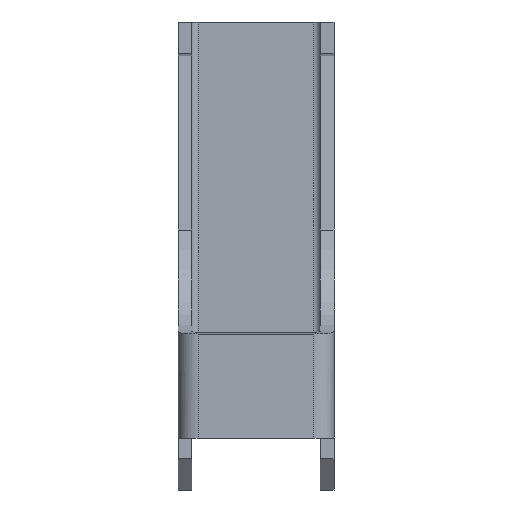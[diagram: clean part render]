
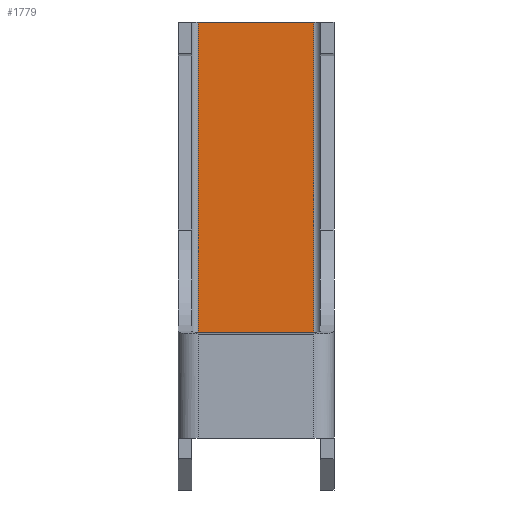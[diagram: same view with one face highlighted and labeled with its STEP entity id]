
A CAD part, left-side view. The second image highlights one B-rep face of the part: STEP entity #1779.
In plain terms, the highlighted planar face has unit normal (-1, 0, 0).
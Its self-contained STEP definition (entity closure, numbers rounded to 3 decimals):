
#44 = PLANE('',#45);
#45 = AXIS2_PLACEMENT_3D('',#46,#47,#48);
#46 = CARTESIAN_POINT('',(-12.7,-9.525,-25.4));
#47 = DIRECTION('',(0.,0.,-1.));
#48 = DIRECTION('',(-1.,0.,-0.));
#103 = PLANE('',#104);
#104 = AXIS2_PLACEMENT_3D('',#105,#106,#107);
#105 = CARTESIAN_POINT('',(-12.7,-9.525,25.4));
#106 = DIRECTION('',(0.,0.,-1.));
#107 = DIRECTION('',(-1.,0.,-0.));
#227 = VERTEX_POINT('',#228);
#228 = CARTESIAN_POINT('',(11.049,-7.049,-25.4));
#247 = CYLINDRICAL_SURFACE('',#248,0.826);
#248 = AXIS2_PLACEMENT_3D('',#249,#250,#251);
#249 = CARTESIAN_POINT('',(10.224,-7.049,-25.4));
#250 = DIRECTION('',(0.,0.,1.));
#251 = DIRECTION('',(0.,-1.,0.));
#258 = EDGE_CURVE('',#227,#259,#261,.T.);
#259 = VERTEX_POINT('',#260);
#260 = CARTESIAN_POINT('',(11.049,7.049,-25.4));
#261 = SURFACE_CURVE('',#262,(#266,#273),.PCURVE_S1.);
#262 = LINE('',#263,#264);
#263 = CARTESIAN_POINT('',(11.049,-7.874,-25.4));
#264 = VECTOR('',#265,1.);
#265 = DIRECTION('',(0.,1.,0.));
#266 = PCURVE('',#44,#267);
#267 = DEFINITIONAL_REPRESENTATION('',(#268),#272);
#268 = LINE('',#269,#270);
#269 = CARTESIAN_POINT('',(-23.749,1.651));
#270 = VECTOR('',#271,1.);
#271 = DIRECTION('',(0.,1.));
#272 = ( GEOMETRIC_REPRESENTATION_CONTEXT(2) 
PARAMETRIC_REPRESENTATION_CONTEXT() REPRESENTATION_CONTEXT('2D SPACE',''
  ) );
#273 = PCURVE('',#274,#279);
#274 = PLANE('',#275);
#275 = AXIS2_PLACEMENT_3D('',#276,#277,#278);
#276 = CARTESIAN_POINT('',(11.049,-7.874,-25.4));
#277 = DIRECTION('',(-1.,0.,0.));
#278 = DIRECTION('',(0.,1.,0.));
#279 = DEFINITIONAL_REPRESENTATION('',(#280),#284);
#280 = LINE('',#281,#282);
#281 = CARTESIAN_POINT('',(0.,0.));
#282 = VECTOR('',#283,1.);
#283 = DIRECTION('',(1.,0.));
#284 = ( GEOMETRIC_REPRESENTATION_CONTEXT(2) 
PARAMETRIC_REPRESENTATION_CONTEXT() REPRESENTATION_CONTEXT('2D SPACE',''
  ) );
#307 = CYLINDRICAL_SURFACE('',#308,0.826);
#308 = AXIS2_PLACEMENT_3D('',#309,#310,#311);
#309 = CARTESIAN_POINT('',(10.224,7.049,-25.4));
#310 = DIRECTION('',(0.,0.,1.));
#311 = DIRECTION('',(1.,0.,-0.));
#582 = VERTEX_POINT('',#583);
#583 = CARTESIAN_POINT('',(11.049,-7.049,25.4));
#608 = EDGE_CURVE('',#582,#609,#611,.T.);
#609 = VERTEX_POINT('',#610);
#610 = CARTESIAN_POINT('',(11.049,7.049,25.4));
#611 = SURFACE_CURVE('',#612,(#616,#623),.PCURVE_S1.);
#612 = LINE('',#613,#614);
#613 = CARTESIAN_POINT('',(11.049,-7.874,25.4));
#614 = VECTOR('',#615,1.);
#615 = DIRECTION('',(0.,1.,0.));
#616 = PCURVE('',#103,#617);
#617 = DEFINITIONAL_REPRESENTATION('',(#618),#622);
#618 = LINE('',#619,#620);
#619 = CARTESIAN_POINT('',(-23.749,1.651));
#620 = VECTOR('',#621,1.);
#621 = DIRECTION('',(0.,1.));
#622 = ( GEOMETRIC_REPRESENTATION_CONTEXT(2) 
PARAMETRIC_REPRESENTATION_CONTEXT() REPRESENTATION_CONTEXT('2D SPACE',''
  ) );
#623 = PCURVE('',#274,#624);
#624 = DEFINITIONAL_REPRESENTATION('',(#625),#629);
#625 = LINE('',#626,#627);
#626 = CARTESIAN_POINT('',(0.,-50.8));
#627 = VECTOR('',#628,1.);
#628 = DIRECTION('',(1.,0.));
#629 = ( GEOMETRIC_REPRESENTATION_CONTEXT(2) 
PARAMETRIC_REPRESENTATION_CONTEXT() REPRESENTATION_CONTEXT('2D SPACE',''
  ) );
#1760 = EDGE_CURVE('',#259,#609,#1761,.T.);
#1761 = SURFACE_CURVE('',#1762,(#1766,#1772),.PCURVE_S1.);
#1762 = LINE('',#1763,#1764);
#1763 = CARTESIAN_POINT('',(11.049,7.049,-25.4));
#1764 = VECTOR('',#1765,1.);
#1765 = DIRECTION('',(0.,0.,1.));
#1766 = PCURVE('',#307,#1767);
#1767 = DEFINITIONAL_REPRESENTATION('',(#1768),#1771);
#1768 = B_SPLINE_CURVE_WITH_KNOTS('',1,(#1769,#1770),.UNSPECIFIED.,.F.,
  .F.,(2,2),(0.,50.8),.PIECEWISE_BEZIER_KNOTS.);
#1769 = CARTESIAN_POINT('',(0.,0.));
#1770 = CARTESIAN_POINT('',(0.,50.8));
#1771 = ( GEOMETRIC_REPRESENTATION_CONTEXT(2) 
PARAMETRIC_REPRESENTATION_CONTEXT() REPRESENTATION_CONTEXT('2D SPACE',''
  ) );
#1772 = PCURVE('',#274,#1773);
#1773 = DEFINITIONAL_REPRESENTATION('',(#1774),#1778);
#1774 = LINE('',#1775,#1776);
#1775 = CARTESIAN_POINT('',(14.923,0.));
#1776 = VECTOR('',#1777,1.);
#1777 = DIRECTION('',(0.,-1.));
#1778 = ( GEOMETRIC_REPRESENTATION_CONTEXT(2) 
PARAMETRIC_REPRESENTATION_CONTEXT() REPRESENTATION_CONTEXT('2D SPACE',''
  ) );
#1779 = ADVANCED_FACE('',(#1780),#274,.T.);
#1780 = FACE_BOUND('',#1781,.T.);
#1781 = EDGE_LOOP('',(#1782,#1783,#1803,#1804));
#1782 = ORIENTED_EDGE('',*,*,#258,.F.);
#1783 = ORIENTED_EDGE('',*,*,#1784,.T.);
#1784 = EDGE_CURVE('',#227,#582,#1785,.T.);
#1785 = SURFACE_CURVE('',#1786,(#1790,#1797),.PCURVE_S1.);
#1786 = LINE('',#1787,#1788);
#1787 = CARTESIAN_POINT('',(11.049,-7.049,-25.4));
#1788 = VECTOR('',#1789,1.);
#1789 = DIRECTION('',(0.,0.,1.));
#1790 = PCURVE('',#274,#1791);
#1791 = DEFINITIONAL_REPRESENTATION('',(#1792),#1796);
#1792 = LINE('',#1793,#1794);
#1793 = CARTESIAN_POINT('',(0.826,0.));
#1794 = VECTOR('',#1795,1.);
#1795 = DIRECTION('',(0.,-1.));
#1796 = ( GEOMETRIC_REPRESENTATION_CONTEXT(2) 
PARAMETRIC_REPRESENTATION_CONTEXT() REPRESENTATION_CONTEXT('2D SPACE',''
  ) );
#1797 = PCURVE('',#247,#1798);
#1798 = DEFINITIONAL_REPRESENTATION('',(#1799),#1802);
#1799 = B_SPLINE_CURVE_WITH_KNOTS('',1,(#1800,#1801),.UNSPECIFIED.,.F.,
  .F.,(2,2),(0.,50.8),.PIECEWISE_BEZIER_KNOTS.);
#1800 = CARTESIAN_POINT('',(1.571,0.));
#1801 = CARTESIAN_POINT('',(1.571,50.8));
#1802 = ( GEOMETRIC_REPRESENTATION_CONTEXT(2) 
PARAMETRIC_REPRESENTATION_CONTEXT() REPRESENTATION_CONTEXT('2D SPACE',''
  ) );
#1803 = ORIENTED_EDGE('',*,*,#608,.T.);
#1804 = ORIENTED_EDGE('',*,*,#1760,.F.);
